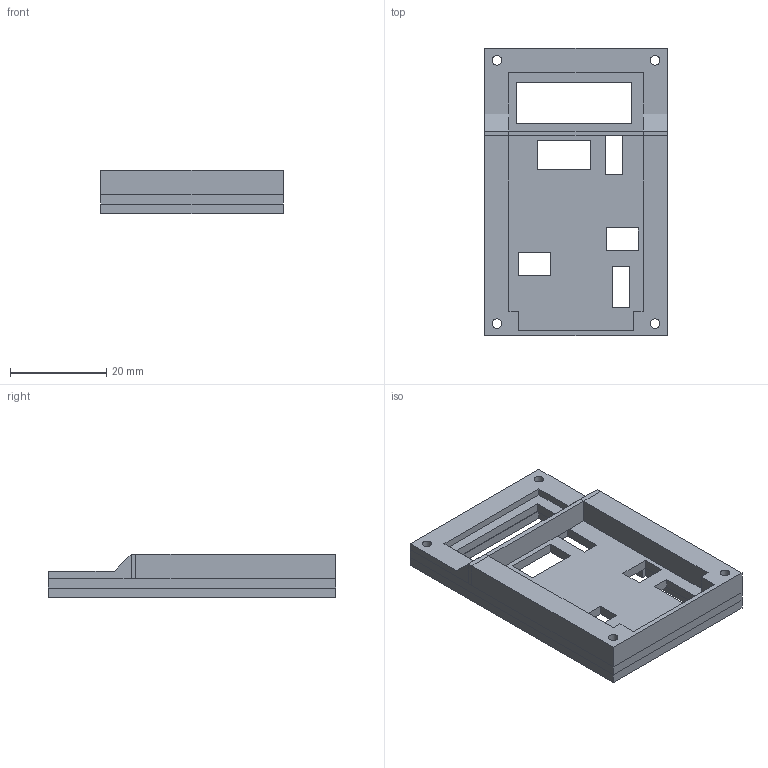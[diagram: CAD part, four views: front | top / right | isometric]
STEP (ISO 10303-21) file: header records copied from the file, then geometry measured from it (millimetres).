
FILE_DESCRIPTION(('FreeCAD Model'),'2;1');
FILE_NAME('midddle_assy_complete.step','2020-10-21T22:46:17',('Author'),(''), 'Open CASCADE STEP processor 7.4','FreeCAD','Unknown');
FILE_SCHEMA(('AUTOMOTIVE_DESIGN { 1 0 10303 214 1 1 1 1 }'));
Length unit declared in the file: millimetre
Products named in the file (1): middle_complete001
Bounding box: 37.94 x 59.78 x 9 mm (x, y, z)
Volume: 8979.3 mm3; surface area: 7025.1 mm2
Topology: 1 solids, 1 shells, 96 faces, 255 edges, 157 vertices
Faces by surface type: plane 84, cylinder 12
Full cylindrical faces by diameter (mm): 2 x12
Entity records: 6267 total; most frequent: CARTESIAN_POINT 1083, DIRECTION 951, LINE 725, VECTOR 725, ORIENTED_EDGE 510, PCURVE 510, DEFINITIONAL_REPRESENTATION 510, EDGE_CURVE 255
